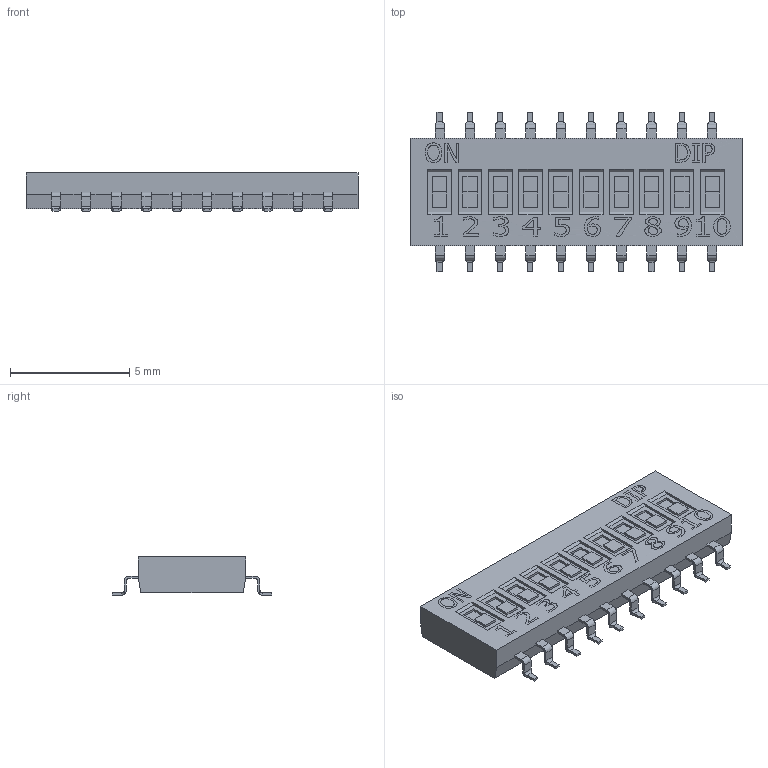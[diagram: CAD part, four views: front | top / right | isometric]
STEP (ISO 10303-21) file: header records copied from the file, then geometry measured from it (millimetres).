
FILE_DESCRIPTION((' '),'2;1');
FILE_NAME('KAN1110Rx.stp','2017-07-24T08:11:45',(' '),(' '),' ','ACIS',' ');
FILE_SCHEMA(('CONFIG_CONTROL_DESIGN'));
Length unit declared in the file: inch
Products named in the file (1): KAN1110Rx.stp
Bounding box: 13.93 x 6.7 x 1.6 mm (x, y, z)
Volume: 92.5 mm3; surface area: 217.2 mm2
Topology: 1 solids, 1 shells, 513 faces, 1466 edges, 1000 vertices
Faces by surface type: plane 433, cylinder 80
Entity records: 17047 total; most frequent: CARTESIAN_POINT 3542, ORIENTED_EDGE 2932, DIRECTION 2550, EDGE_CURVE 1466, VECTOR 1122, LINE 1122, VERTEX_POINT 1000, AXIS2_PLACEMENT_3D 714
